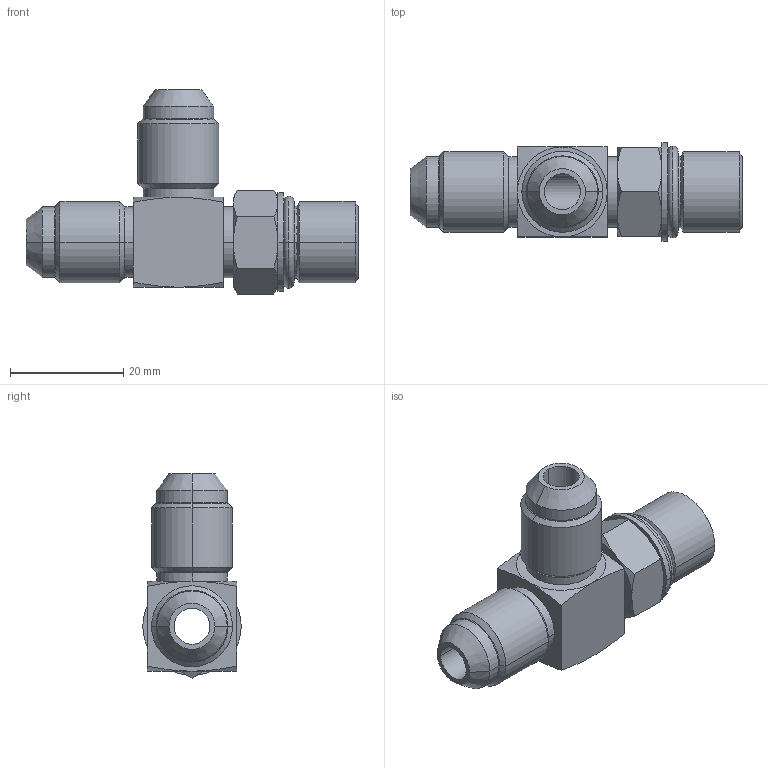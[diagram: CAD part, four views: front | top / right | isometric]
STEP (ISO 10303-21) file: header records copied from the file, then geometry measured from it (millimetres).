
FILE_DESCRIPTION((''),'2;1');
FILE_NAME('ILC30231566','2022-09-06T10:53:53',('rkuestersteffen'),(''),'CREO PARAMETRIC BY PTC INC, 2021164','CREO PARAMETRIC BY PTC INC, 2021164','');
FILE_SCHEMA(('AUTOMOTIVE_DESIGN { 1 0 10303 214 1 1 1 1 }'));
Length unit declared in the file: inch
Products named in the file (1): ILC30231566
Bounding box: 58.65 x 17.4 x 36.08 mm (x, y, z)
Volume: 10932.1 mm3; surface area: 7730.3 mm2
Topology: 2 solids, 5 shells, 89 faces, 192 edges, 110 vertices
Faces by surface type: cone 36, cylinder 31, plane 18, torus 4
Entity records: 3451 total; most frequent: CARTESIAN_POINT 710, DIRECTION 452, ORIENTED_EDGE 372, PRESENTATION_STYLE_ASSIGNMENT 207, STYLED_ITEM 203, CURVE_STYLE 198, AXIS2_PLACEMENT_3D 193, EDGE_CURVE 192
